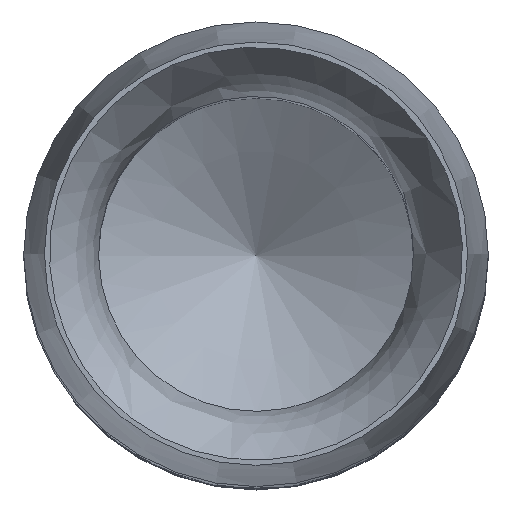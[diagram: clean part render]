
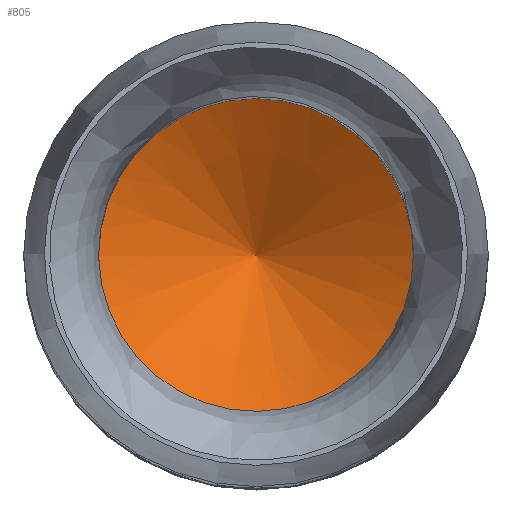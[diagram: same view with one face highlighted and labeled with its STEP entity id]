
A CAD part, top view. The second image highlights one B-rep face of the part: STEP entity #805.
In plain terms, the highlighted conical face has half-angle 60 degrees and reference radius 0 mm.
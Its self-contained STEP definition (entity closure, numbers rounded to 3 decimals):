
#797=CONICAL_SURFACE('',#2723,0.,60.);
#801=VERTEX_LOOP('',#2153);
#805=ADVANCED_FACE('',(#1357,#1358),#797,.F.);
#976=CIRCLE('',#2722,1.525);
#1357=FACE_BOUND('',#1411,.T.);
#1358=FACE_BOUND('',#801,.T.);
#1411=EDGE_LOOP('',(#1612));
#1612=ORIENTED_EDGE('',*,*,#2340,.T.);
#2152=VERTEX_POINT('',#3887);
#2153=VERTEX_POINT('',#3888);
#2340=EDGE_CURVE('',#2152,#2152,#976,.T.);
#2722=AXIS2_PLACEMENT_3D('',#3886,#2991,#2992);
#2723=AXIS2_PLACEMENT_3D('',#3889,#2993,#2994);
#2991=DIRECTION('',(0.,0.,1.));
#2992=DIRECTION('',(1.,0.,0.));
#2993=DIRECTION('',(0.,0.,1.));
#2994=DIRECTION('',(1.,0.,0.));
#3886=CARTESIAN_POINT('',(0.,0.,4.6));
#3887=CARTESIAN_POINT('',(1.525,0.,4.6));
#3888=CARTESIAN_POINT('',(0.,0.,3.72));
#3889=CARTESIAN_POINT('',(0.,0.,3.72));
